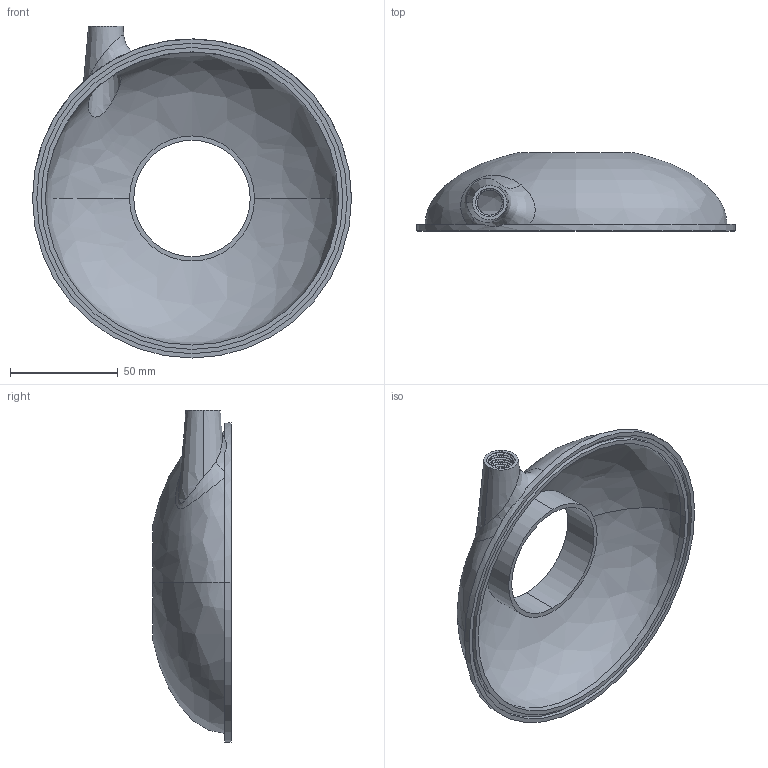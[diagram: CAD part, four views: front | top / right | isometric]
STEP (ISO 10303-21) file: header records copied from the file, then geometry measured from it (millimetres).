
FILE_DESCRIPTION (( 'STEP AP214' ), '1' );
FILE_NAME ('Cyclone_top.STEP', '2025-05-15T16:32:06', ( '' ), ( '' ), 'SwSTEP 2.0', 'SolidWorks 2024', '' );
FILE_SCHEMA (( 'AUTOMOTIVE_DESIGN' ));
Length unit declared in the file: millimetre
Products named in the file (1): Cyclone_top
Bounding box: 148 x 36.25 x 154 mm (x, y, z)
Volume: 52646.7 mm3; surface area: 53764.5 mm2
Topology: 1 solids, 1 shells, 47 faces, 123 edges, 81 vertices
Faces by surface type: cylinder 26, bspline 9, plane 8, cone 4
Entity records: 3463 total; most frequent: CARTESIAN_POINT 2400, ORIENTED_EDGE 246, DIRECTION 190, EDGE_CURVE 123, VERTEX_POINT 81, AXIS2_PLACEMENT_3D 80, EDGE_LOOP 54, FACE_OUTER_BOUND 47
